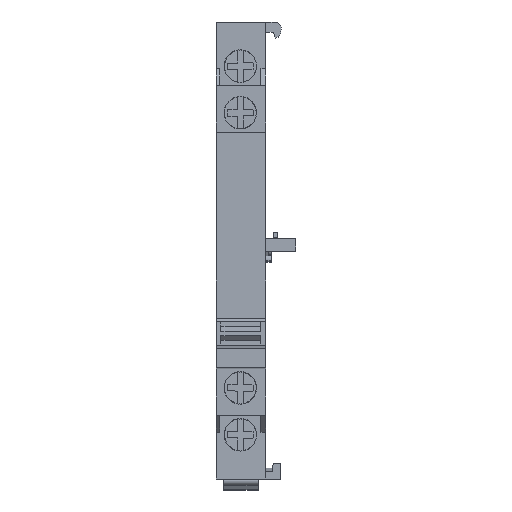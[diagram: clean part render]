
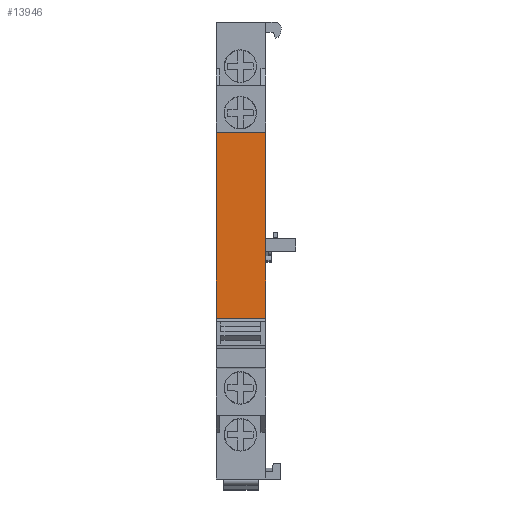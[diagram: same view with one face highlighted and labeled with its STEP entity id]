
A CAD part, top view. The second image highlights one B-rep face of the part: STEP entity #13946.
In plain terms, the highlighted planar face has unit normal (0, 0, 1).
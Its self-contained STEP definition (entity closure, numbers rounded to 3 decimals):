
#851=DIRECTION('',(0.,-1.,0.));
#852=VECTOR('',#851,35.337);
#853=CARTESIAN_POINT('',(9.399,67.956,65.477));
#854=LINE('',#853,#852);
#2445=DIRECTION('',(0.,-1.,0.));
#2446=VECTOR('',#2445,35.337);
#2447=CARTESIAN_POINT('',(0.,67.956,65.477));
#2448=LINE('',#2447,#2446);
#5084=DIRECTION('',(1.,0.,0.));
#5085=VECTOR('',#5084,9.399);
#5086=CARTESIAN_POINT('',(0.,67.956,65.477));
#5087=LINE('',#5086,#5085);
#5091=DIRECTION('',(1.,0.,0.));
#5092=VECTOR('',#5091,9.399);
#5093=CARTESIAN_POINT('',(0.,32.62,65.477));
#5094=LINE('',#5093,#5092);
#7665=CARTESIAN_POINT('',(9.399,67.956,65.477));
#7666=VERTEX_POINT('',#7665);
#7667=CARTESIAN_POINT('',(9.399,32.62,65.477));
#7668=VERTEX_POINT('',#7667);
#7725=CARTESIAN_POINT('',(0.,67.956,65.477));
#7726=VERTEX_POINT('',#7725);
#7727=CARTESIAN_POINT('',(0.,32.62,65.477));
#7728=VERTEX_POINT('',#7727);
#13934=CARTESIAN_POINT('',(0.,67.956,65.477));
#13935=DIRECTION('',(0.,0.,-1.));
#13936=DIRECTION('',(0.,-1.,0.));
#13937=AXIS2_PLACEMENT_3D('',#13934,#13935,#13936);
#13938=PLANE('',#13937);
#13939=ORIENTED_EDGE('',*,*,#9493,.T.);
#13941=ORIENTED_EDGE('',*,*,#13940,.F.);
#13942=ORIENTED_EDGE('',*,*,#11294,.F.);
#13943=ORIENTED_EDGE('',*,*,#13927,.T.);
#13944=EDGE_LOOP('',(#13939,#13941,#13942,#13943));
#13945=FACE_OUTER_BOUND('',#13944,.F.);
#9493=EDGE_CURVE('',#7666,#7668,#854,.T.);
#11294=EDGE_CURVE('',#7726,#7728,#2448,.T.);
#13927=EDGE_CURVE('',#7726,#7666,#5087,.T.);
#13940=EDGE_CURVE('',#7728,#7668,#5094,.T.);
#13946=ADVANCED_FACE('',(#13945),#13938,.F.);
